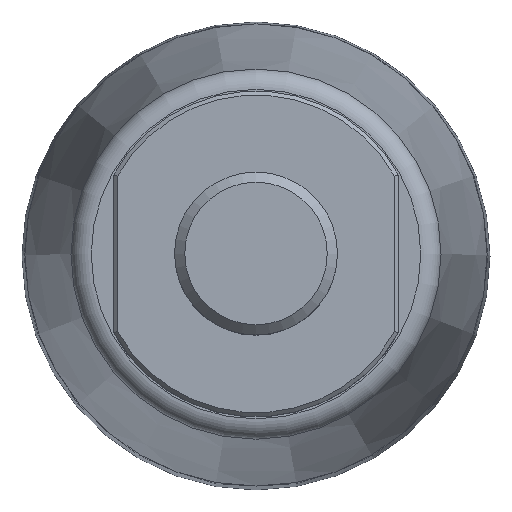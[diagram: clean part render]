
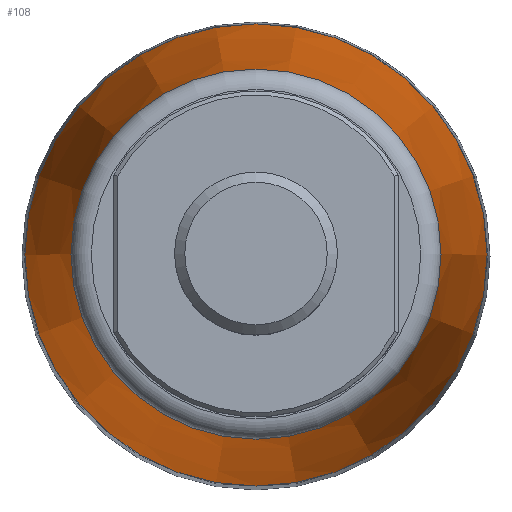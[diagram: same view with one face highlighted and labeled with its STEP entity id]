
A CAD part, top view. The second image highlights one B-rep face of the part: STEP entity #108.
In plain terms, the highlighted conical face has half-angle 5.592 degrees and reference radius 9 mm.
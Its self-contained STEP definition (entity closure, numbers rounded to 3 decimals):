
#108 = ADVANCED_FACE( '', ( #241, #242 ), #243, .T. );
#241 = FACE_BOUND( '', #401, .T. );
#242 = FACE_OUTER_BOUND( '', #402, .T. );
#243 = CONICAL_SURFACE( '', #403, 9., 0.098 );
#401 = EDGE_LOOP( '', ( #631 ) );
#402 = EDGE_LOOP( '', ( #632 ) );
#403 = AXIS2_PLACEMENT_3D( '', #633, #634, #635 );
#631 = ORIENTED_EDGE( '', *, *, #876, .T. );
#632 = ORIENTED_EDGE( '', *, *, #877, .F. );
#633 = CARTESIAN_POINT( '', ( 0., 0., 39.7 ) );
#634 = DIRECTION( '', ( 0., 0., -1. ) );
#635 = DIRECTION( '', ( 1., 0., 0. ) );
#876 = EDGE_CURVE( '', #1032, #1032, #1033, .F. );
#877 = EDGE_CURVE( '', #1034, #1034, #1035, .T. );
#1032 = VERTEX_POINT( '', #1238 );
#1033 = CIRCLE( '', #1239, 9.088 );
#1034 = VERTEX_POINT( '', #1240 );
#1035 = CIRCLE( '', #1241, 11.35 );
#1238 = CARTESIAN_POINT( '', ( -9.088, 0., 38.797 ) );
#1239 = AXIS2_PLACEMENT_3D( '', #1421, #1422, #1423 );
#1240 = CARTESIAN_POINT( '', ( 11.35, 0., 15.7 ) );
#1241 = AXIS2_PLACEMENT_3D( '', #1424, #1425, #1426 );
#1421 = CARTESIAN_POINT( '', ( 0., 0., 38.797 ) );
#1422 = DIRECTION( '', ( 0., 0., 1. ) );
#1423 = DIRECTION( '', ( -1., 0., 0. ) );
#1424 = CARTESIAN_POINT( '', ( 0., 0., 15.7 ) );
#1425 = DIRECTION( '', ( 0., 0., -1. ) );
#1426 = DIRECTION( '', ( 1., 0., 0. ) );
